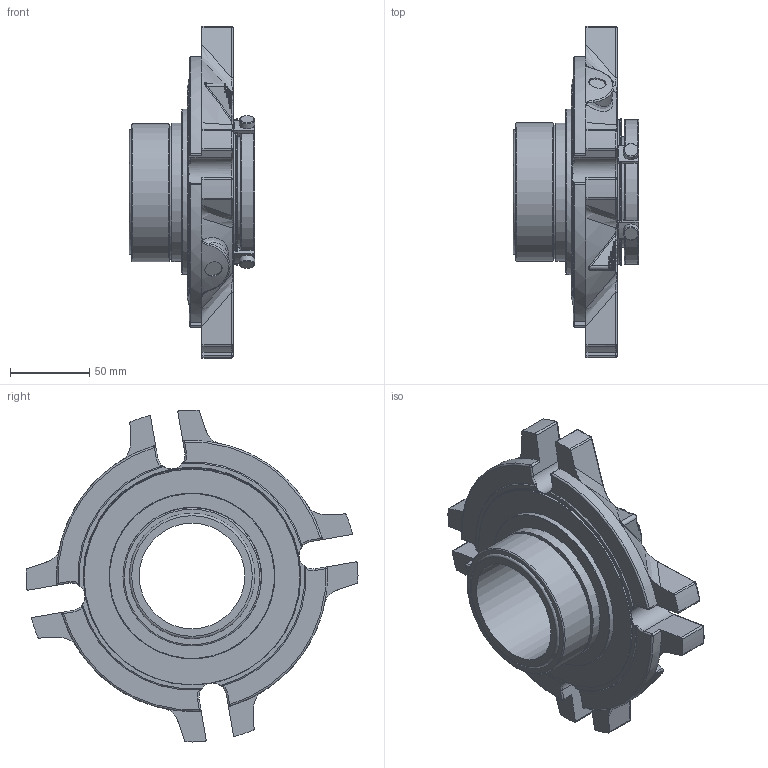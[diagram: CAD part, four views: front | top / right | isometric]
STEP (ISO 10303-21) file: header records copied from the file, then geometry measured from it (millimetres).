
FILE_DESCRIPTION(/* description */ ('Unknown'),/* implementation_level */ '2;1');
FILE_NAME(/* name */ '2.625 CSSN ANSI SEAL ARRANGEMENT',/* time_stamp */ '2023-05-22T11:30:12+01:00',/* author */ ('Unknown'),/* organization */ ('Unknown'),/* preprocessor_version */ 'ST-DEVELOPER v18.102',/* originating_system */ 'Solid Edge',/* authorisation */ 'Unknown');
FILE_SCHEMA (('AUTOMOTIVE_DESIGN {1 0 10303 214 3 1 1}'));
Length unit declared in the file: millimetre
Products named in the file (1): 2.625
Bounding box: 79.61 x 209.96 x 209.96 mm (x, y, z)
Volume: 668320.8 mm3; surface area: 120124.1 mm2
Topology: 1 solids, 1 shells, 566 faces, 1413 edges, 849 vertices
Faces by surface type: cylinder 205, plane 154, torus 87, bspline 60, sphere 40, cone 20
Full cylindrical faces by diameter (mm): 3.31 x1, 10 x4, 10.998 x3, 66.675 x1, 69.825 x2, 79.35 x1, 84.277 x1, 87.3 x1, 87.63 x1, 91.567 x2, 93.091 x1, 104.775 x1, 136.525 x1
Entity records: 17585 total; most frequent: CARTESIAN_POINT 4837, DIRECTION 2747, ORIENTED_EDGE 2588, EDGE_CURVE 1294, AXIS2_PLACEMENT_3D 1138, VERTEX_POINT 810, EDGE_LOOP 650, FACE_BOUND 650
